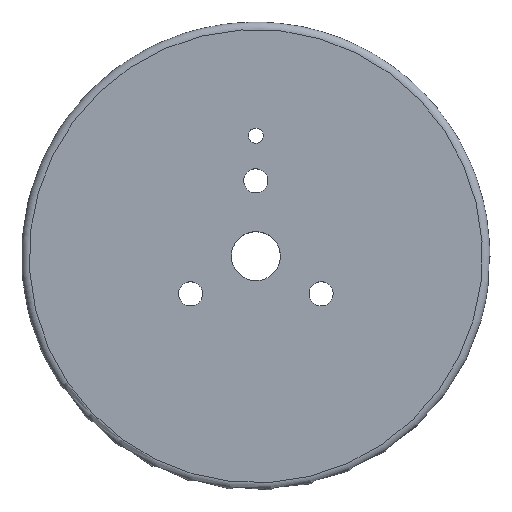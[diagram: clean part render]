
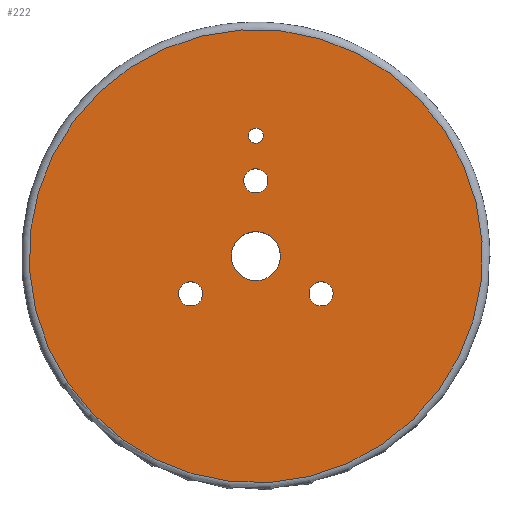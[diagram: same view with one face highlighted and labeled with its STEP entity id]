
A CAD part, top view. The second image highlights one B-rep face of the part: STEP entity #222.
In plain terms, the highlighted planar face has unit normal (0, 0, 1).
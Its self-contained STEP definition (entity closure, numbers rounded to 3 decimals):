
#20=FACE_BOUND('',#59,.T.);
#21=FACE_BOUND('',#60,.T.);
#22=FACE_BOUND('',#61,.T.);
#23=FACE_BOUND('',#62,.T.);
#24=FACE_BOUND('',#63,.T.);
#28=PLANE('',#262);
#42=FACE_OUTER_BOUND('',#58,.T.);
#58=EDGE_LOOP('',(#183));
#59=EDGE_LOOP('',(#184));
#60=EDGE_LOOP('',(#185));
#61=EDGE_LOOP('',(#186));
#62=EDGE_LOOP('',(#187));
#63=EDGE_LOOP('',(#188));
#91=CIRCLE('',#251,1.6);
#93=CIRCLE('',#254,1.6);
#95=CIRCLE('',#257,1.6);
#97=CIRCLE('',#261,3.25);
#98=CIRCLE('',#263,30.086);
#99=CIRCLE('',#264,1.);
#112=VERTEX_POINT('',#366);
#114=VERTEX_POINT('',#372);
#116=VERTEX_POINT('',#378);
#118=VERTEX_POINT('',#385);
#119=VERTEX_POINT('',#389);
#120=VERTEX_POINT('',#391);
#133=EDGE_CURVE('',#112,#112,#91,.T.);
#136=EDGE_CURVE('',#114,#114,#93,.T.);
#139=EDGE_CURVE('',#116,#116,#95,.T.);
#142=EDGE_CURVE('',#118,#118,#97,.T.);
#143=EDGE_CURVE('',#119,#119,#98,.T.);
#144=EDGE_CURVE('',#120,#120,#99,.T.);
#183=ORIENTED_EDGE('',*,*,#143,.T.);
#184=ORIENTED_EDGE('',*,*,#133,.T.);
#185=ORIENTED_EDGE('',*,*,#136,.T.);
#186=ORIENTED_EDGE('',*,*,#139,.T.);
#187=ORIENTED_EDGE('',*,*,#142,.T.);
#188=ORIENTED_EDGE('',*,*,#144,.F.);
#222=ADVANCED_FACE('',(#42,#20,#21,#22,#23,#24),#28,.T.);
#251=AXIS2_PLACEMENT_3D('',#368,#294,#295);
#254=AXIS2_PLACEMENT_3D('',#374,#301,#302);
#257=AXIS2_PLACEMENT_3D('',#380,#308,#309);
#261=AXIS2_PLACEMENT_3D('',#387,#317,#318);
#262=AXIS2_PLACEMENT_3D('',#388,#319,#320);
#263=AXIS2_PLACEMENT_3D('',#390,#321,#322);
#264=AXIS2_PLACEMENT_3D('',#392,#323,#324);
#294=DIRECTION('center_axis',(0.,0.,-1.));
#295=DIRECTION('ref_axis',(-1.,0.,0.));
#301=DIRECTION('center_axis',(0.,0.,-1.));
#302=DIRECTION('ref_axis',(-1.,0.,0.));
#308=DIRECTION('center_axis',(0.,0.,-1.));
#309=DIRECTION('ref_axis',(-1.,0.,0.));
#317=DIRECTION('center_axis',(0.,0.,-1.));
#318=DIRECTION('ref_axis',(-1.,0.,0.));
#319=DIRECTION('center_axis',(0.,0.,1.));
#320=DIRECTION('ref_axis',(1.,0.,0.));
#321=DIRECTION('center_axis',(0.,0.,1.));
#322=DIRECTION('ref_axis',(-1.,0.,0.));
#323=DIRECTION('center_axis',(0.,0.,1.));
#324=DIRECTION('ref_axis',(-1.,0.,0.));
#366=CARTESIAN_POINT('',(10.26,-5.,5.7));
#368=CARTESIAN_POINT('Origin',(8.66,-5.,5.7));
#372=CARTESIAN_POINT('',(1.6,10.,5.7));
#374=CARTESIAN_POINT('Origin',(0.,10.,5.7));
#378=CARTESIAN_POINT('',(-7.06,-5.,5.7));
#380=CARTESIAN_POINT('Origin',(-8.66,-5.,5.7));
#385=CARTESIAN_POINT('',(3.25,0.,5.7));
#387=CARTESIAN_POINT('Origin',(0.,0.,5.7));
#388=CARTESIAN_POINT('Origin',(0.,0.,5.7));
#389=CARTESIAN_POINT('',(28.87,-8.465,5.7));
#390=CARTESIAN_POINT('Origin',(0.,0.,5.7));
#391=CARTESIAN_POINT('',(-1.,16.,5.7));
#392=CARTESIAN_POINT('Origin',(0.,16.,5.7));
